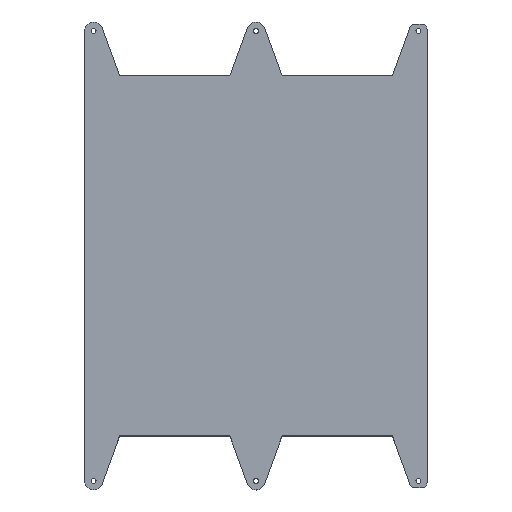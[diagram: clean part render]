
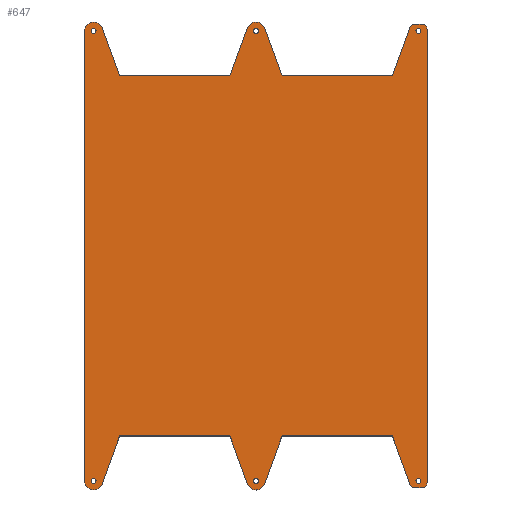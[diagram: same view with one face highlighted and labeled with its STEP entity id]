
A CAD part, top view. The second image highlights one B-rep face of the part: STEP entity #647.
In plain terms, the highlighted planar face has unit normal (0, 0, 1).
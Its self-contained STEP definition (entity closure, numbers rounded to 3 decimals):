
#15=FACE_BOUND('',#108,.T.);
#16=FACE_BOUND('',#109,.T.);
#17=FACE_BOUND('',#110,.T.);
#18=FACE_BOUND('',#111,.T.);
#19=FACE_BOUND('',#112,.T.);
#20=FACE_BOUND('',#113,.T.);
#43=PLANE('',#721);
#75=FACE_OUTER_BOUND('',#107,.T.);
#107=EDGE_LOOP('',(#543,#544,#545,#546,#547,#548,#549,#550,#551,#552,#553,
#554,#555,#556,#557,#558,#559,#560,#561,#562,#563,#564,#565,#566));
#108=EDGE_LOOP('',(#567));
#109=EDGE_LOOP('',(#568));
#110=EDGE_LOOP('',(#569));
#111=EDGE_LOOP('',(#570));
#112=EDGE_LOOP('',(#571));
#113=EDGE_LOOP('',(#572));
#129=LINE('',#951,#191);
#132=LINE('',#957,#194);
#135=LINE('',#963,#197);
#139=LINE('',#975,#201);
#143=LINE('',#987,#205);
#147=LINE('',#999,#209);
#151=LINE('',#1011,#213);
#154=LINE('',#1017,#216);
#157=LINE('',#1023,#219);
#161=LINE('',#1035,#223);
#164=LINE('',#1041,#226);
#167=LINE('',#1047,#229);
#171=LINE('',#1059,#233);
#175=LINE('',#1071,#237);
#178=LINE('',#1077,#240);
#181=LINE('',#1083,#243);
#191=VECTOR('',#771,10.);
#194=VECTOR('',#776,10.);
#197=VECTOR('',#781,10.);
#201=VECTOR('',#793,10.);
#205=VECTOR('',#805,10.);
#209=VECTOR('',#817,10.);
#213=VECTOR('',#829,10.);
#216=VECTOR('',#834,10.);
#219=VECTOR('',#839,10.);
#223=VECTOR('',#851,10.);
#226=VECTOR('',#856,10.);
#229=VECTOR('',#861,10.);
#233=VECTOR('',#873,10.);
#237=VECTOR('',#885,10.);
#240=VECTOR('',#890,10.);
#243=VECTOR('',#895,10.);
#245=CIRCLE('',#664,2.75);
#247=CIRCLE('',#667,2.75);
#249=CIRCLE('',#670,2.75);
#251=CIRCLE('',#673,2.75);
#253=CIRCLE('',#676,2.75);
#255=CIRCLE('',#679,2.75);
#258=CIRCLE('',#686,10.);
#260=CIRCLE('',#690,10.);
#262=CIRCLE('',#694,10.);
#264=CIRCLE('',#698,10.);
#266=CIRCLE('',#704,10.);
#268=CIRCLE('',#710,10.);
#270=CIRCLE('',#714,10.);
#272=CIRCLE('',#720,10.);
#273=VERTEX_POINT('',#909);
#275=VERTEX_POINT('',#915);
#277=VERTEX_POINT('',#921);
#279=VERTEX_POINT('',#927);
#281=VERTEX_POINT('',#933);
#283=VERTEX_POINT('',#939);
#287=VERTEX_POINT('',#948);
#288=VERTEX_POINT('',#950);
#290=VERTEX_POINT('',#956);
#292=VERTEX_POINT('',#962);
#294=VERTEX_POINT('',#968);
#296=VERTEX_POINT('',#974);
#298=VERTEX_POINT('',#980);
#300=VERTEX_POINT('',#986);
#302=VERTEX_POINT('',#992);
#304=VERTEX_POINT('',#998);
#306=VERTEX_POINT('',#1004);
#308=VERTEX_POINT('',#1010);
#310=VERTEX_POINT('',#1016);
#312=VERTEX_POINT('',#1022);
#314=VERTEX_POINT('',#1028);
#316=VERTEX_POINT('',#1034);
#318=VERTEX_POINT('',#1040);
#320=VERTEX_POINT('',#1046);
#322=VERTEX_POINT('',#1052);
#324=VERTEX_POINT('',#1058);
#326=VERTEX_POINT('',#1064);
#328=VERTEX_POINT('',#1070);
#330=VERTEX_POINT('',#1076);
#332=VERTEX_POINT('',#1082);
#333=EDGE_CURVE('',#273,#273,#245,.T.);
#336=EDGE_CURVE('',#275,#275,#247,.T.);
#339=EDGE_CURVE('',#277,#277,#249,.T.);
#342=EDGE_CURVE('',#279,#279,#251,.T.);
#345=EDGE_CURVE('',#281,#281,#253,.T.);
#348=EDGE_CURVE('',#283,#283,#255,.T.);
#353=EDGE_CURVE('',#288,#287,#129,.T.);
#356=EDGE_CURVE('',#290,#288,#132,.T.);
#359=EDGE_CURVE('',#292,#290,#135,.T.);
#362=EDGE_CURVE('',#294,#292,#258,.T.);
#365=EDGE_CURVE('',#296,#294,#139,.T.);
#368=EDGE_CURVE('',#298,#296,#260,.T.);
#371=EDGE_CURVE('',#300,#298,#143,.T.);
#374=EDGE_CURVE('',#302,#300,#262,.T.);
#377=EDGE_CURVE('',#304,#302,#147,.T.);
#380=EDGE_CURVE('',#306,#304,#264,.T.);
#383=EDGE_CURVE('',#308,#306,#151,.T.);
#386=EDGE_CURVE('',#310,#308,#154,.T.);
#389=EDGE_CURVE('',#312,#310,#157,.T.);
#392=EDGE_CURVE('',#314,#312,#266,.T.);
#395=EDGE_CURVE('',#316,#314,#161,.T.);
#398=EDGE_CURVE('',#318,#316,#164,.T.);
#401=EDGE_CURVE('',#320,#318,#167,.T.);
#404=EDGE_CURVE('',#322,#320,#268,.T.);
#407=EDGE_CURVE('',#324,#322,#171,.T.);
#410=EDGE_CURVE('',#326,#324,#270,.T.);
#413=EDGE_CURVE('',#328,#326,#175,.T.);
#416=EDGE_CURVE('',#330,#328,#178,.T.);
#419=EDGE_CURVE('',#332,#330,#181,.T.);
#422=EDGE_CURVE('',#287,#332,#272,.T.);
#543=ORIENTED_EDGE('',*,*,#422,.T.);
#544=ORIENTED_EDGE('',*,*,#419,.T.);
#545=ORIENTED_EDGE('',*,*,#416,.T.);
#546=ORIENTED_EDGE('',*,*,#413,.T.);
#547=ORIENTED_EDGE('',*,*,#410,.T.);
#548=ORIENTED_EDGE('',*,*,#407,.T.);
#549=ORIENTED_EDGE('',*,*,#404,.T.);
#550=ORIENTED_EDGE('',*,*,#401,.T.);
#551=ORIENTED_EDGE('',*,*,#398,.T.);
#552=ORIENTED_EDGE('',*,*,#395,.T.);
#553=ORIENTED_EDGE('',*,*,#392,.T.);
#554=ORIENTED_EDGE('',*,*,#389,.T.);
#555=ORIENTED_EDGE('',*,*,#386,.T.);
#556=ORIENTED_EDGE('',*,*,#383,.T.);
#557=ORIENTED_EDGE('',*,*,#380,.T.);
#558=ORIENTED_EDGE('',*,*,#377,.T.);
#559=ORIENTED_EDGE('',*,*,#374,.T.);
#560=ORIENTED_EDGE('',*,*,#371,.T.);
#561=ORIENTED_EDGE('',*,*,#368,.T.);
#562=ORIENTED_EDGE('',*,*,#365,.T.);
#563=ORIENTED_EDGE('',*,*,#362,.T.);
#564=ORIENTED_EDGE('',*,*,#359,.T.);
#565=ORIENTED_EDGE('',*,*,#356,.T.);
#566=ORIENTED_EDGE('',*,*,#353,.T.);
#567=ORIENTED_EDGE('',*,*,#348,.T.);
#568=ORIENTED_EDGE('',*,*,#345,.T.);
#569=ORIENTED_EDGE('',*,*,#342,.T.);
#570=ORIENTED_EDGE('',*,*,#339,.T.);
#571=ORIENTED_EDGE('',*,*,#336,.T.);
#572=ORIENTED_EDGE('',*,*,#333,.T.);
#647=ADVANCED_FACE('',(#75,#15,#16,#17,#18,#19,#20),#43,.T.);
#664=AXIS2_PLACEMENT_3D('',#910,#727,#728);
#667=AXIS2_PLACEMENT_3D('',#916,#734,#735);
#670=AXIS2_PLACEMENT_3D('',#922,#741,#742);
#673=AXIS2_PLACEMENT_3D('',#928,#748,#749);
#676=AXIS2_PLACEMENT_3D('',#934,#755,#756);
#679=AXIS2_PLACEMENT_3D('',#940,#762,#763);
#686=AXIS2_PLACEMENT_3D('',#969,#787,#788);
#690=AXIS2_PLACEMENT_3D('',#981,#799,#800);
#694=AXIS2_PLACEMENT_3D('',#993,#811,#812);
#698=AXIS2_PLACEMENT_3D('',#1005,#823,#824);
#704=AXIS2_PLACEMENT_3D('',#1029,#845,#846);
#710=AXIS2_PLACEMENT_3D('',#1053,#867,#868);
#714=AXIS2_PLACEMENT_3D('',#1065,#879,#880);
#720=AXIS2_PLACEMENT_3D('',#1087,#901,#902);
#721=AXIS2_PLACEMENT_3D('',#1088,#903,#904);
#727=DIRECTION('center_axis',(0.,0.,-1.));
#728=DIRECTION('ref_axis',(1.,0.,0.));
#734=DIRECTION('center_axis',(0.,0.,-1.));
#735=DIRECTION('ref_axis',(1.,0.,0.));
#741=DIRECTION('center_axis',(0.,0.,-1.));
#742=DIRECTION('ref_axis',(1.,0.,0.));
#748=DIRECTION('center_axis',(0.,0.,-1.));
#749=DIRECTION('ref_axis',(1.,0.,0.));
#755=DIRECTION('center_axis',(0.,0.,-1.));
#756=DIRECTION('ref_axis',(1.,0.,0.));
#762=DIRECTION('center_axis',(0.,0.,-1.));
#763=DIRECTION('ref_axis',(1.,0.,0.));
#771=DIRECTION('',(-0.344,0.939,0.));
#776=DIRECTION('',(-1.,0.,0.));
#781=DIRECTION('',(-0.344,-0.939,0.));
#787=DIRECTION('center_axis',(0.,0.,1.));
#788=DIRECTION('ref_axis',(1.,0.,0.));
#793=DIRECTION('',(-1.,0.,0.));
#799=DIRECTION('center_axis',(0.,0.,1.));
#800=DIRECTION('ref_axis',(1.,0.,0.));
#805=DIRECTION('',(0.,1.,0.));
#811=DIRECTION('center_axis',(0.,0.,1.));
#812=DIRECTION('ref_axis',(-1.,0.,0.));
#817=DIRECTION('',(1.,0.,0.));
#823=DIRECTION('center_axis',(0.,0.,1.));
#824=DIRECTION('ref_axis',(-1.,0.,0.));
#829=DIRECTION('',(0.344,-0.939,0.));
#834=DIRECTION('',(1.,0.,0.));
#839=DIRECTION('',(0.344,0.939,0.));
#845=DIRECTION('center_axis',(0.,0.,1.));
#846=DIRECTION('ref_axis',(-1.,0.,0.));
#851=DIRECTION('',(0.344,-0.939,0.));
#856=DIRECTION('',(1.,0.,0.));
#861=DIRECTION('',(0.344,0.939,0.));
#867=DIRECTION('center_axis',(0.,0.,1.));
#868=DIRECTION('ref_axis',(-1.,0.,0.));
#873=DIRECTION('',(0.,-1.,0.));
#879=DIRECTION('center_axis',(0.,0.,1.));
#880=DIRECTION('ref_axis',(1.,0.,0.));
#885=DIRECTION('',(-0.344,0.939,0.));
#890=DIRECTION('',(-1.,0.,0.));
#895=DIRECTION('',(-0.344,-0.939,0.));
#901=DIRECTION('center_axis',(0.,0.,1.));
#902=DIRECTION('ref_axis',(1.,0.,0.));
#903=DIRECTION('center_axis',(0.,0.,1.));
#904=DIRECTION('ref_axis',(1.,0.,0.));
#909=CARTESIAN_POINT('',(177.75,-250.,10.));
#910=CARTESIAN_POINT('Origin',(180.5,-250.,10.));
#915=CARTESIAN_POINT('',(-183.25,-250.,10.));
#916=CARTESIAN_POINT('Origin',(-180.5,-250.,10.));
#921=CARTESIAN_POINT('',(-2.75,250.,10.));
#922=CARTESIAN_POINT('Origin',(0.,250.,10.));
#927=CARTESIAN_POINT('',(-2.75,-250.,10.));
#928=CARTESIAN_POINT('Origin',(0.,-250.,10.));
#933=CARTESIAN_POINT('',(177.75,250.,10.));
#934=CARTESIAN_POINT('Origin',(180.5,250.,10.));
#939=CARTESIAN_POINT('',(-183.25,250.,10.));
#940=CARTESIAN_POINT('Origin',(-180.5,250.,10.));
#948=CARTESIAN_POINT('',(9.388,253.445,10.));
#950=CARTESIAN_POINT('',(29.,200.,10.));
#951=CARTESIAN_POINT('',(9.388,253.445,10.));
#956=CARTESIAN_POINT('',(151.5,200.,10.));
#957=CARTESIAN_POINT('',(-151.5,200.,10.));
#962=CARTESIAN_POINT('',(171.112,253.445,10.));
#963=CARTESIAN_POINT('',(151.5,200.,10.));
#968=CARTESIAN_POINT('',(173.886,257.5,10.));
#969=CARTESIAN_POINT('Origin',(180.5,250.,10.));
#974=CARTESIAN_POINT('',(187.114,257.5,10.));
#975=CARTESIAN_POINT('',(173.886,257.5,10.));
#980=CARTESIAN_POINT('',(190.5,250.,10.));
#981=CARTESIAN_POINT('Origin',(180.5,250.,10.));
#986=CARTESIAN_POINT('',(190.5,-250.,10.));
#987=CARTESIAN_POINT('',(190.5,260.,10.));
#992=CARTESIAN_POINT('',(187.114,-257.5,10.));
#993=CARTESIAN_POINT('Origin',(180.5,-250.,10.));
#998=CARTESIAN_POINT('',(173.886,-257.5,10.));
#999=CARTESIAN_POINT('',(173.886,-257.5,10.));
#1004=CARTESIAN_POINT('',(171.112,-253.445,10.));
#1005=CARTESIAN_POINT('Origin',(180.5,-250.,10.));
#1010=CARTESIAN_POINT('',(151.5,-200.,10.));
#1011=CARTESIAN_POINT('',(151.5,-200.,10.));
#1016=CARTESIAN_POINT('',(29.,-200.,10.));
#1017=CARTESIAN_POINT('',(151.5,-200.,10.));
#1022=CARTESIAN_POINT('',(9.388,-253.445,10.));
#1023=CARTESIAN_POINT('',(9.388,-253.445,10.));
#1028=CARTESIAN_POINT('',(-9.388,-253.445,10.));
#1029=CARTESIAN_POINT('Origin',(0.,-250.,10.));
#1034=CARTESIAN_POINT('',(-29.,-200.,10.));
#1035=CARTESIAN_POINT('',(-29.,-200.,10.));
#1040=CARTESIAN_POINT('',(-151.5,-200.,10.));
#1041=CARTESIAN_POINT('',(151.5,-200.,10.));
#1046=CARTESIAN_POINT('',(-171.112,-253.445,10.));
#1047=CARTESIAN_POINT('',(-171.118,-253.462,10.));
#1052=CARTESIAN_POINT('',(-190.5,-250.,10.));
#1053=CARTESIAN_POINT('Origin',(-180.5,-250.,10.));
#1058=CARTESIAN_POINT('',(-190.5,250.,10.));
#1059=CARTESIAN_POINT('',(-190.5,-260.,10.));
#1064=CARTESIAN_POINT('',(-171.112,253.445,10.));
#1065=CARTESIAN_POINT('Origin',(-180.5,250.,10.));
#1070=CARTESIAN_POINT('',(-151.5,200.,10.));
#1071=CARTESIAN_POINT('',(-171.118,253.462,10.));
#1076=CARTESIAN_POINT('',(-29.,200.,10.));
#1077=CARTESIAN_POINT('',(-151.5,200.,10.));
#1082=CARTESIAN_POINT('',(-9.388,253.445,10.));
#1083=CARTESIAN_POINT('',(-29.,200.,10.));
#1087=CARTESIAN_POINT('Origin',(0.,250.,10.));
#1088=CARTESIAN_POINT('Origin',(0.,0.,10.));
